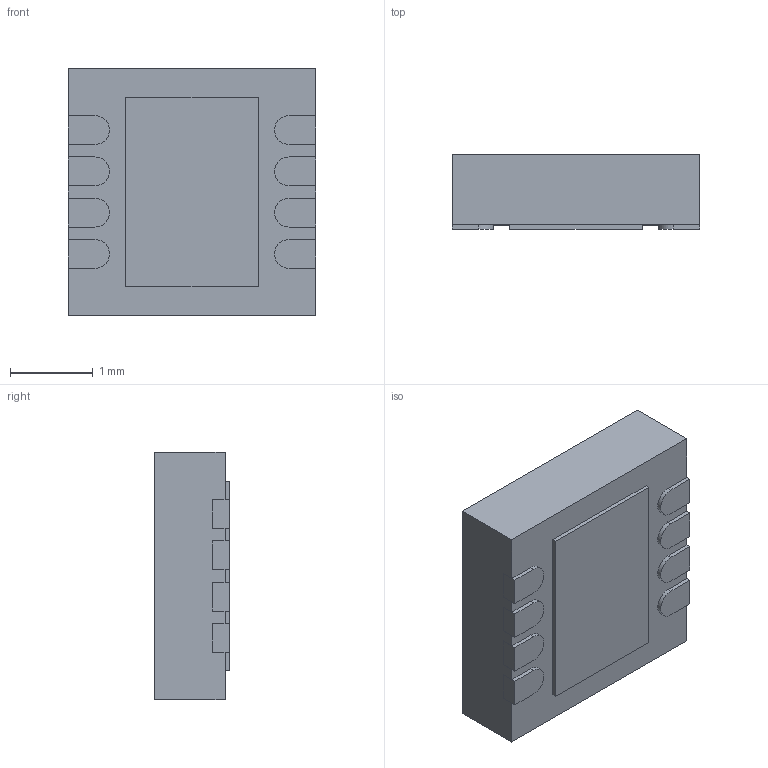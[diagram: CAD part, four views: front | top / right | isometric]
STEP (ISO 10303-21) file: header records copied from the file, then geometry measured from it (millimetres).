
FILE_DESCRIPTION(('FreeCAD Model'),'2;1');
FILE_NAME('Open CASCADE Shape Model','2025-09-15T01:29:29',(''),(''), 'Open CASCADE STEP processor 7.8','FreeCAD','Unknown');
FILE_SCHEMA(('AUTOMOTIVE_DESIGN { 1 0 10303 214 1 1 1 1 }'));
Length unit declared in the file: millimetre
Products named in the file (8): DFN_standard; Body_Solid1; Body002_Solid1; Array002_Solid1; Array003_Solid2; Body003_Solid1; Body004_Solid1; Pad004_Solid1
Assembly tree (12 placements, depth 2):
  DFN_standard
    Body_Solid1
    Body002_Solid1
    Array002_Solid1  x4
    Array003_Solid2  x3
    Body003_Solid1
    Body004_Solid1
    Pad004_Solid1
Bounding box: 3 x 0.9 x 3 mm (x, y, z)
Volume: 7.9 mm3; surface area: 42.3 mm2
Topology: 12 solids, 12 shells, 100 faces, 225 edges, 150 vertices
Faces by surface type: plane 81, cylinder 19
Full cylindrical faces by diameter (mm): 0.3 x3
Entity records: 2347 total; most frequent: DIRECTION 359, CARTESIAN_POINT 358, ORIENTED_EDGE 330, EDGE_CURVE 165, LINE 137, VECTOR 137, AXIS2_PLACEMENT_3D 111, VERTEX_POINT 110
